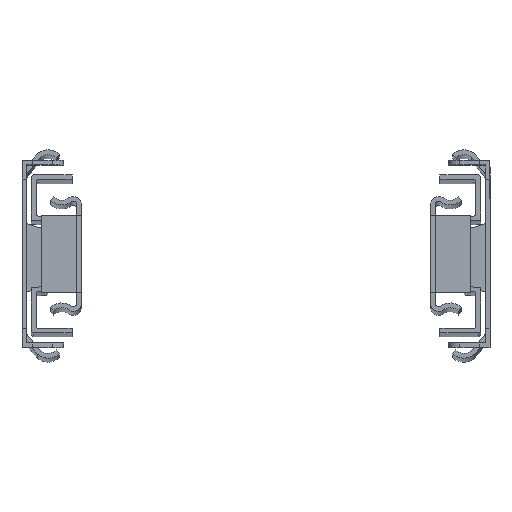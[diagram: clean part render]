
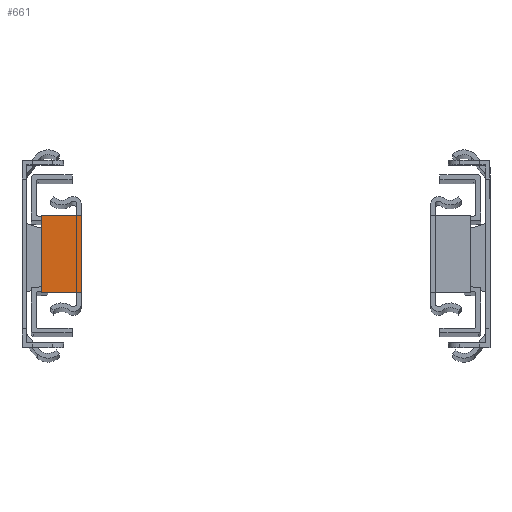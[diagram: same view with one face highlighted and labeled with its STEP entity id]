
A CAD part, top view. The second image highlights one B-rep face of the part: STEP entity #661.
In plain terms, the highlighted face is planar.
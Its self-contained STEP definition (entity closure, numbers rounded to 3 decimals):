
#661 = ADVANCED_FACE( '', ( #1418 ), #1419, .F. );
#1418 = FACE_OUTER_BOUND( '', #2248, .T. );
#1419 = PLANE( '', #2249 );
#2248 = EDGE_LOOP( '', ( #4031, #4032, #4033, #4034 ) );
#2249 = AXIS2_PLACEMENT_3D( '', #4035, #4036, #4037 );
#4031 = ORIENTED_EDGE( '', *, *, #4969, .T. );
#4032 = ORIENTED_EDGE( '', *, *, #5053, .F. );
#4033 = ORIENTED_EDGE( '', *, *, #5522, .F. );
#4034 = ORIENTED_EDGE( '', *, *, #5523, .T. );
#4035 = CARTESIAN_POINT( '', ( -6.6, -26., 8.25 ) );
#4036 = DIRECTION( '', ( 0., 1., 0. ) );
#4037 = DIRECTION( '', ( 0., 0., 1. ) );
#4969 = EDGE_CURVE( '', #6013, #6011, #6014, .T. );
#5053 = EDGE_CURVE( '', #6157, #6011, #6159, .T. );
#5522 = EDGE_CURVE( '', #6849, #6157, #6850, .T. );
#5523 = EDGE_CURVE( '', #6849, #6013, #6851, .T. );
#6011 = VERTEX_POINT( '', #7483 );
#6013 = VERTEX_POINT( '', #7486 );
#6014 = LINE( '', #7487, #7488 );
#6157 = VERTEX_POINT( '', #7710 );
#6159 = LINE( '', #7713, #7714 );
#6849 = VERTEX_POINT( '', #8640 );
#6850 = LINE( '', #8641, #8642 );
#6851 = LINE( '', #8643, #8644 );
#7483 = CARTESIAN_POINT( '', ( 2., -26., -8.25 ) );
#7486 = CARTESIAN_POINT( '', ( -6.6, -26., -8.25 ) );
#7487 = CARTESIAN_POINT( '', ( -6.6, -26., -8.25 ) );
#7488 = VECTOR( '', #9100, 1000. );
#7710 = CARTESIAN_POINT( '', ( 2., -26., 8.25 ) );
#7713 = CARTESIAN_POINT( '', ( 2., -26., 8.25 ) );
#7714 = VECTOR( '', #9200, 1000. );
#8640 = CARTESIAN_POINT( '', ( -6.6, -26., 8.25 ) );
#8641 = CARTESIAN_POINT( '', ( -6.6, -26., 8.25 ) );
#8642 = VECTOR( '', #9824, 1000. );
#8643 = CARTESIAN_POINT( '', ( -6.6, -26., 8.25 ) );
#8644 = VECTOR( '', #9825, 1000. );
#9100 = DIRECTION( '', ( 1., 0., 0. ) );
#9200 = DIRECTION( '', ( 0., 0., -1. ) );
#9824 = DIRECTION( '', ( 1., 0., 0. ) );
#9825 = DIRECTION( '', ( 0., 0., -1. ) );
